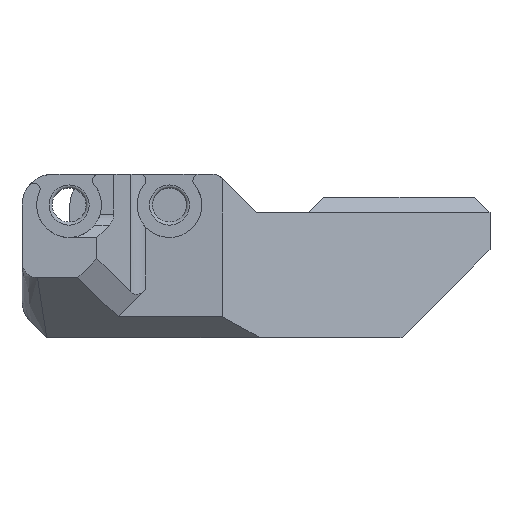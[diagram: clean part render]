
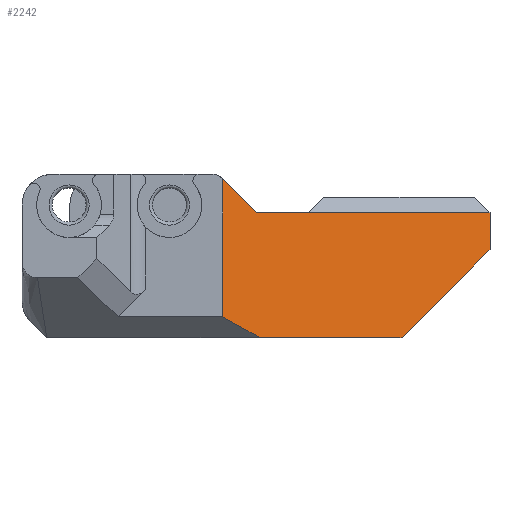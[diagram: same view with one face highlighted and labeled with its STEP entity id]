
A CAD part, left-side view. The second image highlights one B-rep face of the part: STEP entity #2242.
In plain terms, the highlighted planar face has unit normal (-0.866, -0.5, 0).
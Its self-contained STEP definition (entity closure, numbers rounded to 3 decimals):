
#251=FACE_OUTER_BOUND('',#379,.T.);
#379=EDGE_LOOP('',(#1856,#1857,#1858,#1859,#1860,#1861,#1862,#1863));
#553=LINE('',#5461,#775);
#554=LINE('',#5471,#776);
#555=LINE('',#5473,#777);
#577=LINE('',#5538,#799);
#578=LINE('',#5541,#800);
#589=LINE('',#5573,#811);
#590=LINE('',#5575,#812);
#591=LINE('',#5576,#813);
#775=VECTOR('',#2824,10.);
#776=VECTOR('',#2829,10.);
#777=VECTOR('',#2832,10.);
#799=VECTOR('',#2906,10.);
#800=VECTOR('',#2909,10.);
#811=VECTOR('',#2942,10.);
#812=VECTOR('',#2943,10.);
#813=VECTOR('',#2944,10.);
#947=VERTEX_POINT('',#4328);
#962=VERTEX_POINT('',#5322);
#997=VERTEX_POINT('',#5460);
#998=VERTEX_POINT('',#5469);
#1015=VERTEX_POINT('',#5536);
#1016=VERTEX_POINT('',#5540);
#1026=VERTEX_POINT('',#5572);
#1027=VERTEX_POINT('',#5574);
#1267=EDGE_CURVE('',#997,#947,#553,.T.);
#1270=EDGE_CURVE('',#997,#998,#554,.T.);
#1271=EDGE_CURVE('',#962,#947,#555,.T.);
#1305=EDGE_CURVE('',#962,#1015,#577,.T.);
#1306=EDGE_CURVE('',#998,#1016,#578,.T.);
#1322=EDGE_CURVE('',#1015,#1026,#589,.T.);
#1323=EDGE_CURVE('',#1027,#1026,#590,.T.);
#1324=EDGE_CURVE('',#1027,#1016,#591,.T.);
#1856=ORIENTED_EDGE('',*,*,#1271,.F.);
#1857=ORIENTED_EDGE('',*,*,#1305,.T.);
#1858=ORIENTED_EDGE('',*,*,#1322,.T.);
#1859=ORIENTED_EDGE('',*,*,#1323,.F.);
#1860=ORIENTED_EDGE('',*,*,#1324,.T.);
#1861=ORIENTED_EDGE('',*,*,#1306,.F.);
#1862=ORIENTED_EDGE('',*,*,#1270,.F.);
#1863=ORIENTED_EDGE('',*,*,#1267,.T.);
#2133=PLANE('',#2427);
#2242=ADVANCED_FACE('',(#251),#2133,.T.);
#2427=AXIS2_PLACEMENT_3D('',#5571,#2940,#2941);
#2824=DIRECTION('',(0.,0.,1.));
#2829=DIRECTION('',(-0.378,0.655,-0.655));
#2832=DIRECTION('',(0.5,-0.866,0.));
#2906=DIRECTION('',(-0.5,0.866,0.));
#2909=DIRECTION('',(-0.5,0.866,0.));
#2940=DIRECTION('center_axis',(-0.866,-0.5,0.));
#2941=DIRECTION('ref_axis',(-0.5,0.866,0.));
#2942=DIRECTION('',(-0.378,0.655,0.655));
#2943=DIRECTION('',(0.,0.,1.));
#2944=DIRECTION('',(0.449,-0.778,-0.438));
#4328=CARTESIAN_POINT('',(1.898,-16.371,8.1));
#5322=CARTESIAN_POINT('',(-4.907,-4.586,8.1));
#5460=CARTESIAN_POINT('',(1.898,-16.371,5.7));
#5461=CARTESIAN_POINT('',(1.898,-16.371,5.7));
#5469=CARTESIAN_POINT('',(-1.393,-10.671,0.));
#5471=CARTESIAN_POINT('',(1.898,-16.371,5.7));
#5473=CARTESIAN_POINT('',(-0.181,-12.771,8.1));
#5536=CARTESIAN_POINT('',(-6.828,-1.259,8.1));
#5538=CARTESIAN_POINT('',(-1.979,-9.657,8.1));
#5540=CARTESIAN_POINT('',(-6.7,-1.48,0.));
#5541=CARTESIAN_POINT('',(-8.1,0.945,0.));
#5571=CARTESIAN_POINT('Origin',(1.314,-15.361,10.));
#5572=CARTESIAN_POINT('',(-8.1,0.945,10.304));
#5573=CARTESIAN_POINT('',(-4.827,-4.723,4.635));
#5574=CARTESIAN_POINT('',(-8.1,0.945,1.365));
#5575=CARTESIAN_POINT('',(-8.1,0.945,10.));
#5576=CARTESIAN_POINT('',(-7.759,0.354,1.032));
